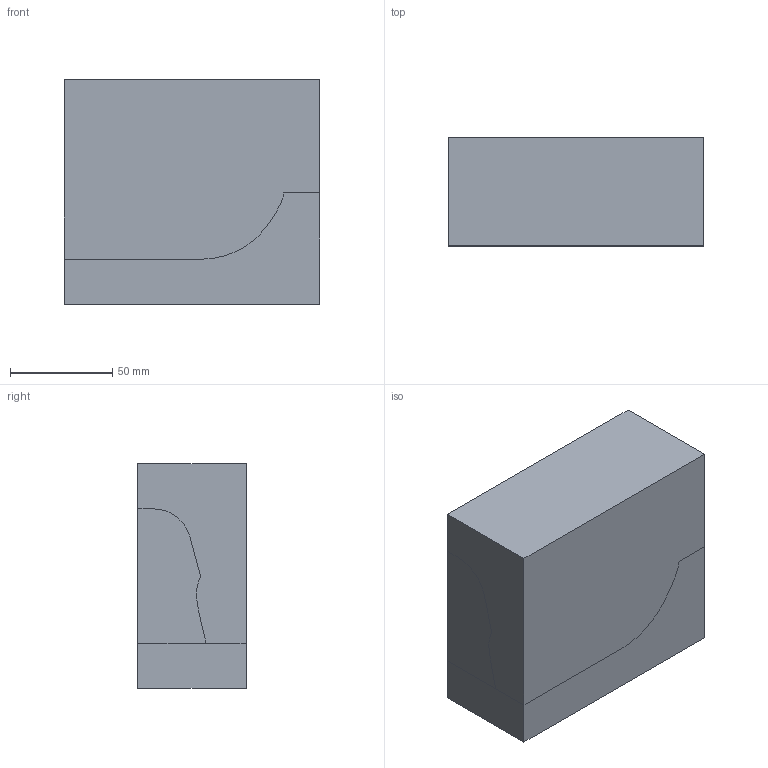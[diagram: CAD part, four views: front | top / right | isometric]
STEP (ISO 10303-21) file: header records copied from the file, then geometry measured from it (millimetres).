
FILE_DESCRIPTION(/* description */ (''),/* implementation_level */ '2;1');
FILE_NAME(/* name */ 'Rohraufnahme.stp',/* time_stamp */ '2018-02-24T21:13:17+01:00',/* author */ ('Walter'),/* organization */ (''),/* preprocessor_version */ 'ST-DEVELOPER v16.5',/* originating_system */ 'Autodesk Inventor 2017',/* authorisation */ '');
FILE_SCHEMA (('AUTOMOTIVE_DESIGN { 1 0 10303 214 3 1 1 }'));
Length unit declared in the file: millimetre
Products named in the file (4): Rohraufnahme; Rohraufnahme_Rohr_1_MP; Rohraufnahme_Rohr_1_CR_1; Rohraufnahme_Rohr_1_CV_1
Assembly tree (3 placements, depth 2):
  Rohraufnahme
    Rohraufnahme_Rohr_1_MP
    Rohraufnahme_Rohr_1_CR_1
    Rohraufnahme_Rohr_1_CV_1
Bounding box: 125 x 53 x 110 mm (x, y, z)
Surface area: 90072.5 mm2
Topology: 3 solids, 3 shells, 51 faces, 111 edges, 66 vertices
Faces by surface type: plane 28, cylinder 10, bspline 7, torus 6
Full cylindrical faces by diameter (mm): 12 x2
Entity records: 5052 total; most frequent: CARTESIAN_POINT 3867, DIRECTION 217, ORIENTED_EDGE 212, EDGE_CURVE 106, AXIS2_PLACEMENT_3D 74, LINE 69, VECTOR 69, VERTEX_POINT 65
